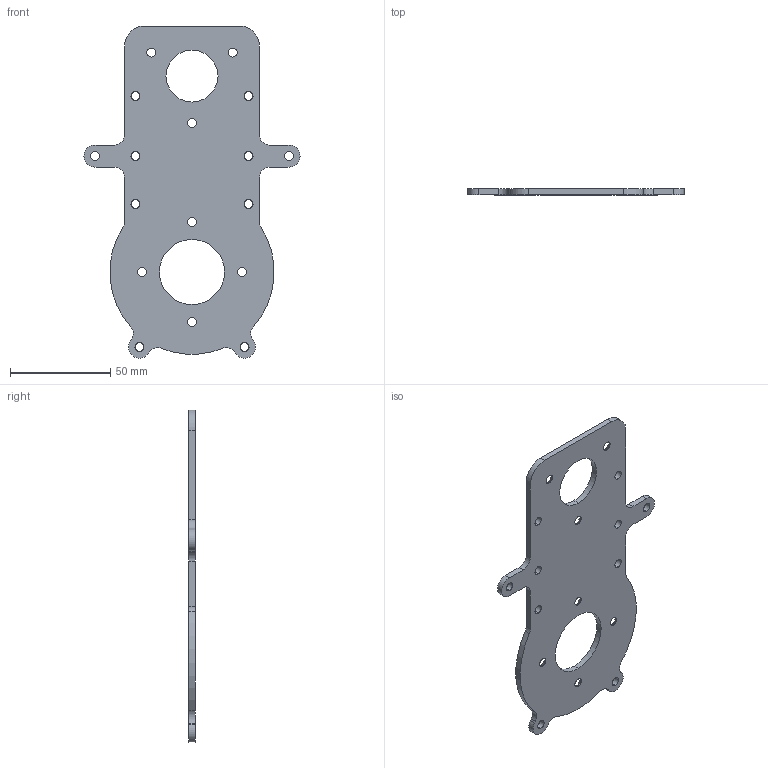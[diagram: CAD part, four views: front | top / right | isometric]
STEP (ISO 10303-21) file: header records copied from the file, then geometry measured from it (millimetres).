
FILE_DESCRIPTION (( 'STEP AP203' ), '1' );
FILE_NAME ('ROV-USI-005A-CARTER MOTEUR D.STEP', '2024-05-22T10:08:51', ( '' ), ( '' ), 'SwSTEP 2.0', 'SolidWorks 2016', '' );
FILE_SCHEMA (( 'CONFIG_CONTROL_DESIGN' ));
Length unit declared in the file: millimetre
Products named in the file (1): ROV-USI-005A-CARTER MOTEUR D
Bounding box: 108 x 3 x 165.98 mm (x, y, z)
Volume: 30110.5 mm3; surface area: 23109.6 mm2
Topology: 1 solids, 1 shells, 88 faces, 244 edges, 158 vertices
Faces by surface type: cylinder 59, plane 15, cone 14
Entity records: 3021 total; most frequent: DIRECTION 554, CARTESIAN_POINT 491, ORIENTED_EDGE 488, EDGE_CURVE 244, AXIS2_PLACEMENT_3D 221, VERTEX_POINT 158, CIRCLE 132, EDGE_LOOP 126
